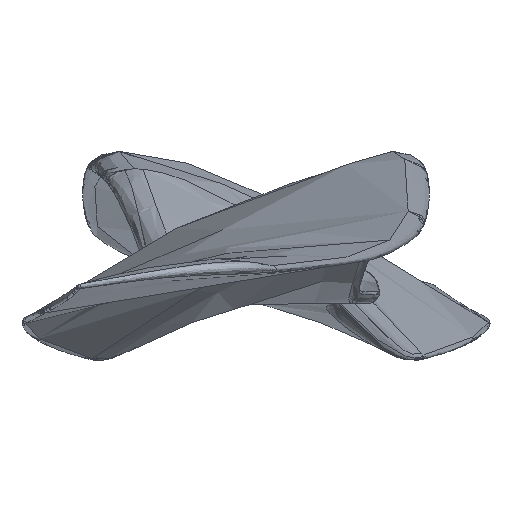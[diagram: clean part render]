
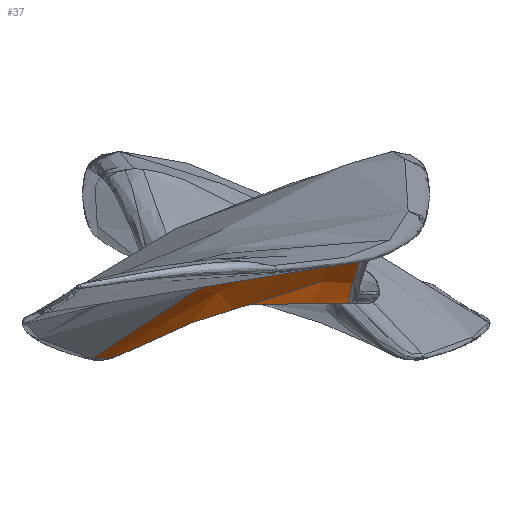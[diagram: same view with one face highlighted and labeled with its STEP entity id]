
A CAD part, left-side view. The second image highlights one B-rep face of the part: STEP entity #37.
In plain terms, the highlighted free-form (B-spline) face has degree [5, 6] with [6, 7] control points.
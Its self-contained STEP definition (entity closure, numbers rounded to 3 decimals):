
#37=ADVANCED_FACE('',(#65),#485,.T.);
#65=FACE_OUTER_BOUND('',#93,.T.);
#93=EDGE_LOOP('',(#219,#220,#221,#222));
#219=ORIENTED_EDGE('',*,*,#320,.F.);
#220=ORIENTED_EDGE('',*,*,#321,.F.);
#221=ORIENTED_EDGE('',*,*,#305,.F.);
#222=ORIENTED_EDGE('',*,*,#331,.T.);
#305=EDGE_CURVE('',#454,#423,#383,.T.);
#320=EDGE_CURVE('',#424,#457,#398,.T.);
#321=EDGE_CURVE('',#423,#424,#399,.T.);
#331=EDGE_CURVE('',#454,#457,#409,.T.);
#383=B_SPLINE_CURVE_WITH_KNOTS('',5,(#2921,#2922,#2923,#2924,#2925,#2926),
 .UNSPECIFIED.,.F.,.F.,(6,6),(0.,36.27),.UNSPECIFIED.);
#398=B_SPLINE_CURVE_WITH_KNOTS('',5,(#3137,#3138,#3139,#3140,#3141,#3142),
 .UNSPECIFIED.,.F.,.F.,(6,6),(-19.299,0.),.UNSPECIFIED.);
#399=B_SPLINE_CURVE_WITH_KNOTS('',3,(#3143,#3144,#3145,#3146,#3147,#3148,
#3149,#3150,#3151,#3152,#3153,#3154,#3155,#3156,#3157,#3158,#3159,#3160,
#3161,#3162,#3163,#3164,#3165,#3166,#3167,#3168,#3169,#3170,#3171,#3172,
#3173,#3174,#3175,#3176),.UNSPECIFIED.,.F.,.F.,(4,3,3,3,3,3,3,3,3,3,3,4),
(-42.685,-40.973,-38.854,-33.706,
-27.289,-20.157,-13.222,-7.356,
-2.994,-1.314,-0.572,0.),
 .UNSPECIFIED.);
#409=B_SPLINE_CURVE_WITH_KNOTS('',3,(#3359,#3360,#3361,#3362,#3363,#3364,
#3365,#3366,#3367,#3368,#3369,#3370,#3371,#3372,#3373,#3374,#3375,#3376,
#3377,#3378,#3379,#3380),.UNSPECIFIED.,.F.,.F.,(4,2,2,2,2,2,2,2,2,2,4),
(-42.951,-39.131,-35.311,-27.67,
-20.029,-12.388,-8.567,-4.747,
-2.836,-0.926,0.),.UNSPECIFIED.);
#423=VERTEX_POINT('',#2415);
#424=VERTEX_POINT('',#2416);
#454=VERTEX_POINT('',#2446);
#457=VERTEX_POINT('',#2449);
#485=B_SPLINE_SURFACE_WITH_KNOTS('',5,6,((#1841,#1842,#1843,#1844,#1845,
#1846,#1847),(#1848,#1849,#1850,#1851,#1852,#1853,#1854),(#1855,#1856,#1857,
#1858,#1859,#1860,#1861),(#1862,#1863,#1864,#1865,#1866,#1867,#1868),(#1869,
#1870,#1871,#1872,#1873,#1874,#1875),(#1876,#1877,#1878,#1879,#1880,#1881,
#1882)),.UNSPECIFIED.,.F.,.F.,.F.,(6,6),(7,7),(0.,46.008),(0.,
43.447),.UNSPECIFIED.);
#1841=CARTESIAN_POINT('',(-80.,-20.241,16.03));
#1842=CARTESIAN_POINT('',(-73.222,-19.139,14.624));
#1843=CARTESIAN_POINT('',(-66.343,-18.153,12.992));
#1844=CARTESIAN_POINT('',(-51.435,-15.983,3.986));
#1845=CARTESIAN_POINT('',(-34.353,-14.212,0.));
#1846=CARTESIAN_POINT('',(-29.704,-14.976,0.));
#1847=CARTESIAN_POINT('',(-24.545,-15.824,0.));
#1848=CARTESIAN_POINT('',(-80.,-15.289,13.086));
#1849=CARTESIAN_POINT('',(-73.253,-14.185,11.529));
#1850=CARTESIAN_POINT('',(-66.553,-13.183,9.66));
#1851=CARTESIAN_POINT('',(-50.381,-11.244,-0.583));
#1852=CARTESIAN_POINT('',(-34.765,-9.019,0.));
#1853=CARTESIAN_POINT('',(-29.716,-9.517,0.));
#1854=CARTESIAN_POINT('',(-24.545,-9.995,0.));
#1855=CARTESIAN_POINT('',(-80.,-5.006,9.775));
#1856=CARTESIAN_POINT('',(-72.998,-5.577,7.992));
#1857=CARTESIAN_POINT('',(-66.069,-6.297,5.887));
#1858=CARTESIAN_POINT('',(-52.243,-6.215,-1.858));
#1859=CARTESIAN_POINT('',(-36.137,-3.825,0.));
#1860=CARTESIAN_POINT('',(-29.818,-4.079,0.));
#1861=CARTESIAN_POINT('',(-24.545,-4.166,0.));
#1862=CARTESIAN_POINT('',(-80.,6.823,3.679));
#1863=CARTESIAN_POINT('',(-73.486,7.239,1.595));
#1864=CARTESIAN_POINT('',(-67.044,7.512,-0.749));
#1865=CARTESIAN_POINT('',(-52.945,3.723,-3.447));
#1866=CARTESIAN_POINT('',(-36.129,0.49,0.));
#1867=CARTESIAN_POINT('',(-30.041,1.201,0.));
#1868=CARTESIAN_POINT('',(-24.545,1.663,0.));
#1869=CARTESIAN_POINT('',(-80.,13.228,-0.324));
#1870=CARTESIAN_POINT('',(-73.006,13.239,-2.404));
#1871=CARTESIAN_POINT('',(-66.051,13.123,-4.672));
#1872=CARTESIAN_POINT('',(-50.481,8.767,-4.796));
#1873=CARTESIAN_POINT('',(-35.475,5.304,0.));
#1874=CARTESIAN_POINT('',(-30.043,6.387,0.));
#1875=CARTESIAN_POINT('',(-24.545,7.491,0.));
#1876=CARTESIAN_POINT('',(-80.,24.281,-8.187));
#1877=CARTESIAN_POINT('',(-72.999,22.412,-8.675));
#1878=CARTESIAN_POINT('',(-65.999,20.459,-9.273));
#1879=CARTESIAN_POINT('',(-50.553,14.139,-4.762));
#1880=CARTESIAN_POINT('',(-35.692,9.389,0.));
#1881=CARTESIAN_POINT('',(-30.145,11.345,0.));
#1882=CARTESIAN_POINT('',(-24.545,13.32,0.));
#2415=CARTESIAN_POINT('',(-80.,-19.012,15.353));
#2416=CARTESIAN_POINT('',(-24.545,-14.443,0.));
#2446=CARTESIAN_POINT('',(-80.,24.225,-8.146));
#2449=CARTESIAN_POINT('',(-24.545,11.874,0.));
#2921=CARTESIAN_POINT('',(-80.,24.225,-8.146));
#2922=CARTESIAN_POINT('',(-80.,13.702,-0.663));
#2923=CARTESIAN_POINT('',(-80.,7.379,3.326));
#2924=CARTESIAN_POINT('',(-80.,-3.451,8.966));
#2925=CARTESIAN_POINT('',(-80.,-13.413,12.456));
#2926=CARTESIAN_POINT('',(-80.,-19.012,15.353));
#3137=CARTESIAN_POINT('',(-24.545,-14.443,0.));
#3138=CARTESIAN_POINT('',(-24.545,-9.179,0.));
#3139=CARTESIAN_POINT('',(-24.545,-3.916,0.));
#3140=CARTESIAN_POINT('',(-24.545,1.348,0.));
#3141=CARTESIAN_POINT('',(-24.545,6.611,0.));
#3142=CARTESIAN_POINT('',(-24.545,11.874,0.));
#3143=CARTESIAN_POINT('',(-80.,-19.012,15.353));
#3144=CARTESIAN_POINT('',(-79.23,-18.89,15.189));
#3145=CARTESIAN_POINT('',(-78.513,-18.776,15.031));
#3146=CARTESIAN_POINT('',(-77.748,-18.657,14.845));
#3147=CARTESIAN_POINT('',(-76.813,-18.511,14.618));
#3148=CARTESIAN_POINT('',(-75.914,-18.373,14.374));
#3149=CARTESIAN_POINT('',(-74.99,-18.234,14.099));
#3150=CARTESIAN_POINT('',(-72.797,-17.903,13.445));
#3151=CARTESIAN_POINT('',(-70.564,-17.578,12.639));
#3152=CARTESIAN_POINT('',(-68.42,-17.275,11.831));
#3153=CARTESIAN_POINT('',(-65.714,-16.892,10.811));
#3154=CARTESIAN_POINT('',(-63.024,-16.524,9.744));
#3155=CARTESIAN_POINT('',(-60.322,-16.168,8.705));
#3156=CARTESIAN_POINT('',(-57.306,-15.771,7.544));
#3157=CARTESIAN_POINT('',(-54.316,-15.396,6.429));
#3158=CARTESIAN_POINT('',(-51.253,-15.045,5.38));
#3159=CARTESIAN_POINT('',(-48.29,-14.706,4.364));
#3160=CARTESIAN_POINT('',(-45.295,-14.396,3.423));
#3161=CARTESIAN_POINT('',(-42.262,-14.152,2.605));
#3162=CARTESIAN_POINT('',(-39.701,-13.945,1.914));
#3163=CARTESIAN_POINT('',(-37.098,-13.786,1.307));
#3164=CARTESIAN_POINT('',(-34.477,-13.742,0.844));
#3165=CARTESIAN_POINT('',(-32.525,-13.71,0.499));
#3166=CARTESIAN_POINT('',(-30.562,-13.74,0.235));
#3167=CARTESIAN_POINT('',(-28.589,-13.912,0.104));
#3168=CARTESIAN_POINT('',(-27.826,-13.979,0.053));
#3169=CARTESIAN_POINT('',(-27.077,-14.064,0.024));
#3170=CARTESIAN_POINT('',(-26.317,-14.172,0.011));
#3171=CARTESIAN_POINT('',(-25.981,-14.219,0.005));
#3172=CARTESIAN_POINT('',(-25.65,-14.27,0.002));
#3173=CARTESIAN_POINT('',(-25.315,-14.322,0.001));
#3174=CARTESIAN_POINT('',(-25.059,-14.362,0.));
#3175=CARTESIAN_POINT('',(-24.802,-14.402,0.));
#3176=CARTESIAN_POINT('',(-24.545,-14.443,0.));
#3359=CARTESIAN_POINT('',(-80.,24.225,-8.146));
#3360=CARTESIAN_POINT('',(-78.327,23.78,-8.268));
#3361=CARTESIAN_POINT('',(-76.657,23.31,-8.366));
#3362=CARTESIAN_POINT('',(-73.338,22.289,-8.347));
#3363=CARTESIAN_POINT('',(-71.691,21.743,-8.246));
#3364=CARTESIAN_POINT('',(-66.793,20.051,-7.733));
#3365=CARTESIAN_POINT('',(-63.58,18.86,-7.146));
#3366=CARTESIAN_POINT('',(-57.185,16.509,-5.819));
#3367=CARTESIAN_POINT('',(-53.997,15.349,-5.075));
#3368=CARTESIAN_POINT('',(-47.564,13.211,-3.585));
#3369=CARTESIAN_POINT('',(-44.313,12.234,-2.832));
#3370=CARTESIAN_POINT('',(-39.337,11.117,-1.776));
#3371=CARTESIAN_POINT('',(-37.66,10.815,-1.436));
#3372=CARTESIAN_POINT('',(-34.265,10.441,-0.817));
#3373=CARTESIAN_POINT('',(-32.546,10.359,-0.536));
#3374=CARTESIAN_POINT('',(-29.966,10.534,-0.229));
#3375=CARTESIAN_POINT('',(-29.107,10.645,-0.148));
#3376=CARTESIAN_POINT('',(-27.407,10.98,-0.038));
#3377=CARTESIAN_POINT('',(-26.567,11.204,-0.012));
#3378=CARTESIAN_POINT('',(-25.34,11.598,-0.001));
#3379=CARTESIAN_POINT('',(-24.943,11.735,0.));
#3380=CARTESIAN_POINT('',(-24.545,11.874,0.));
